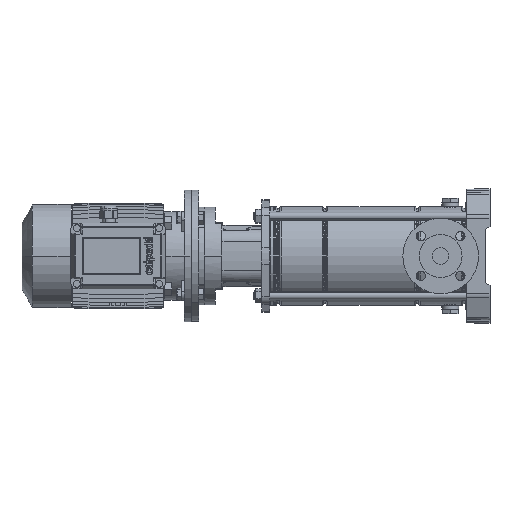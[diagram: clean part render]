
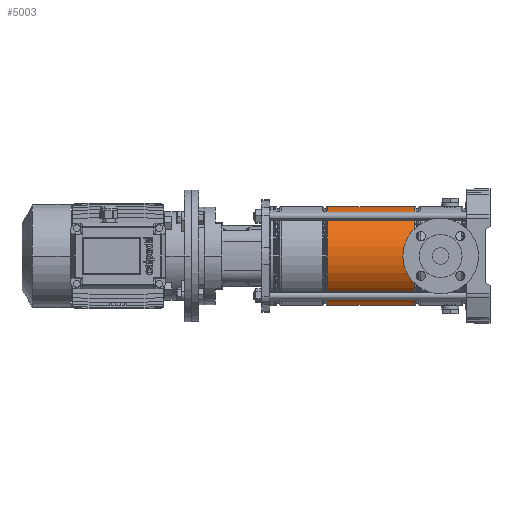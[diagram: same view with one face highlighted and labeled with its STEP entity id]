
A CAD part, left-side view. The second image highlights one B-rep face of the part: STEP entity #5003.
In plain terms, the highlighted cylindrical face has radius 74.9 mm (diameter 149.8 mm), a partial arc.
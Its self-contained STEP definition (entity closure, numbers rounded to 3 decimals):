
#5003 = ADVANCED_FACE ( 'NONE', ( #44484 ), #49769, .T. ) ;
#5139 = DIRECTION ( 'NONE',  ( 0., 0., 1. ) ) ;
#6160 = DIRECTION ( 'NONE',  ( 0., 0., -1. ) ) ;
#7355 = CARTESIAN_POINT ( 'NONE',  ( -74.9, 0., 219.221 ) ) ;
#7756 = AXIS2_PLACEMENT_3D ( 'NONE', #17042, #37134, #57923 ) ;
#10196 = CARTESIAN_POINT ( 'NONE',  ( 0., 0., 0. ) ) ;
#11011 = VERTEX_POINT ( 'NONE', #7355 ) ;
#11126 = LINE ( 'NONE', #17356, #59733 ) ;
#12676 = ORIENTED_EDGE ( 'NONE', *, *, #57895, .T. ) ;
#13637 = ORIENTED_EDGE ( 'NONE', *, *, #41647, .T. ) ;
#15195 = CARTESIAN_POINT ( 'NONE',  ( 74.9, 0., 87.279 ) ) ;
#15872 = CIRCLE ( 'NONE', #22185, 74.9 ) ;
#17042 = CARTESIAN_POINT ( 'NONE',  ( 0., 0., 219.221 ) ) ;
#17356 = CARTESIAN_POINT ( 'NONE',  ( -74.9, 0., 0. ) ) ;
#19346 = EDGE_LOOP ( 'NONE', ( #19450, #13637, #12676, #59036 ) ) ;
#19450 = ORIENTED_EDGE ( 'NONE', *, *, #26845, .T. ) ;
#22185 = AXIS2_PLACEMENT_3D ( 'NONE', #29890, #5139, #24626 ) ;
#22332 = CARTESIAN_POINT ( 'NONE',  ( 74.9, 0., 219.221 ) ) ;
#24611 = EDGE_CURVE ( 'NONE', #11011, #36568, #11126, .T. ) ;
#24626 = DIRECTION ( 'NONE',  ( 1., 0., 0. ) ) ;
#25269 = VERTEX_POINT ( 'NONE', #15195 ) ;
#25436 = LINE ( 'NONE', #56075, #64563 ) ;
#26845 = EDGE_CURVE ( 'NONE', #11011, #40380, #53039, .T. ) ;
#29890 = CARTESIAN_POINT ( 'NONE',  ( 0., 0., 87.279 ) ) ;
#36568 = VERTEX_POINT ( 'NONE', #64152 ) ;
#37134 = DIRECTION ( 'NONE',  ( 0., 0., -1. ) ) ;
#40380 = VERTEX_POINT ( 'NONE', #22332 ) ;
#41647 = EDGE_CURVE ( 'NONE', #40380, #25269, #25436, .T. ) ;
#44484 = FACE_OUTER_BOUND ( 'NONE', #19346, .T. ) ;
#44815 = DIRECTION ( 'NONE',  ( 0., 0., -1. ) ) ;
#45468 = DIRECTION ( 'NONE',  ( -1., 0., 0. ) ) ;
#46151 = AXIS2_PLACEMENT_3D ( 'NONE', #10196, #44815, #45468 ) ;
#49769 = CYLINDRICAL_SURFACE ( 'NONE', #46151, 74.9 ) ;
#51460 = DIRECTION ( 'NONE',  ( 0., 0., -1. ) ) ;
#53039 = CIRCLE ( 'NONE', #7756, 74.9 ) ;
#56075 = CARTESIAN_POINT ( 'NONE',  ( 74.9, 0., 0. ) ) ;
#57895 = EDGE_CURVE ( 'NONE', #25269, #36568, #15872, .T. ) ;
#57923 = DIRECTION ( 'NONE',  ( 1., 0., 0. ) ) ;
#59036 = ORIENTED_EDGE ( 'NONE', *, *, #24611, .F. ) ;
#59733 = VECTOR ( 'NONE', #6160, 1000. ) ;
#64152 = CARTESIAN_POINT ( 'NONE',  ( -74.9, 0., 87.279 ) ) ;
#64563 = VECTOR ( 'NONE', #51460, 1000. ) ;
